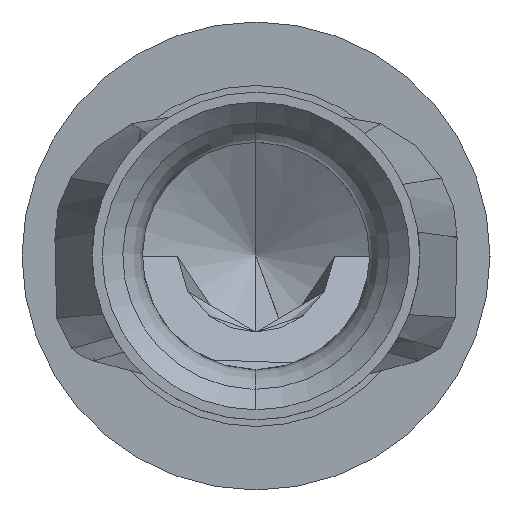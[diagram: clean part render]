
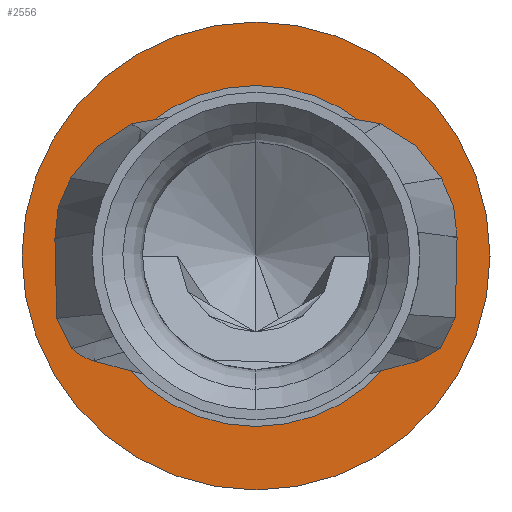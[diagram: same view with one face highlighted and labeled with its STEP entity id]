
A CAD part, left-side view. The second image highlights one B-rep face of the part: STEP entity #2556.
In plain terms, the highlighted planar face has unit normal (-1, 0, 0).
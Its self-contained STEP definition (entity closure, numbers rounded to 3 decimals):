
#859=CARTESIAN_POINT('',(0.45,0.,0.));
#860=DIRECTION('',(1.,0.,0.));
#861=DIRECTION('',(0.,0.,-1.));
#862=AXIS2_PLACEMENT_3D('',#859,#860,#861);
#864=CARTESIAN_POINT('',(0.45,0.,0.));
#865=DIRECTION('',(1.,0.,0.));
#866=DIRECTION('',(0.,0.,1.));
#867=AXIS2_PLACEMENT_3D('',#864,#865,#866);
#869=CARTESIAN_POINT('',(0.45,0.,0.));
#870=DIRECTION('',(-1.,0.,0.));
#871=DIRECTION('',(0.,0.,-1.));
#872=AXIS2_PLACEMENT_3D('',#869,#870,#871);
#874=CARTESIAN_POINT('',(0.45,0.,0.));
#875=DIRECTION('',(-1.,0.,0.));
#876=DIRECTION('',(0.,0.,1.));
#877=AXIS2_PLACEMENT_3D('',#874,#875,#876);
#1496=CARTESIAN_POINT('',(0.45,0.,1.275));
#1497=VERTEX_POINT('',#1496);
#1498=CARTESIAN_POINT('',(0.45,0.,-1.275));
#1499=VERTEX_POINT('',#1498);
#1500=CARTESIAN_POINT('',(0.45,0.,
-1.75));
#1501=CARTESIAN_POINT('',(0.45,0.,
1.75));
#1502=VERTEX_POINT('',#1500);
#1503=VERTEX_POINT('',#1501);
#2541=CARTESIAN_POINT('',(0.45,0.,0.));
#2542=DIRECTION('',(1.,0.,0.));
#2543=DIRECTION('',(0.,0.,-1.));
#2544=AXIS2_PLACEMENT_3D('',#2541,#2542,#2543);
#2545=PLANE('',#2544);
#2547=ORIENTED_EDGE('',*,*,#2546,.T.);
#2549=ORIENTED_EDGE('',*,*,#2548,.T.);
#2550=EDGE_LOOP('',(#2547,#2549));
#2551=FACE_OUTER_BOUND('',#2550,.F.);
#2552=ORIENTED_EDGE('',*,*,#2521,.T.);
#2553=ORIENTED_EDGE('',*,*,#2535,.T.);
#2554=EDGE_LOOP('',(#2552,#2553));
#2555=FACE_BOUND('',#2554,.F.);
#2556=ADVANCED_FACE('',(#2551,#2555),#2545,.F.);
#863=CIRCLE('',#862,1.75);
#868=CIRCLE('',#867,1.75);
#873=CIRCLE('',#872,1.275);
#878=CIRCLE('',#877,1.275);
#2521=EDGE_CURVE('',#1499,#1497,#873,.T.);
#2535=EDGE_CURVE('',#1497,#1499,#878,.T.);
#2546=EDGE_CURVE('',#1502,#1503,#863,.T.);
#2548=EDGE_CURVE('',#1503,#1502,#868,.T.);
